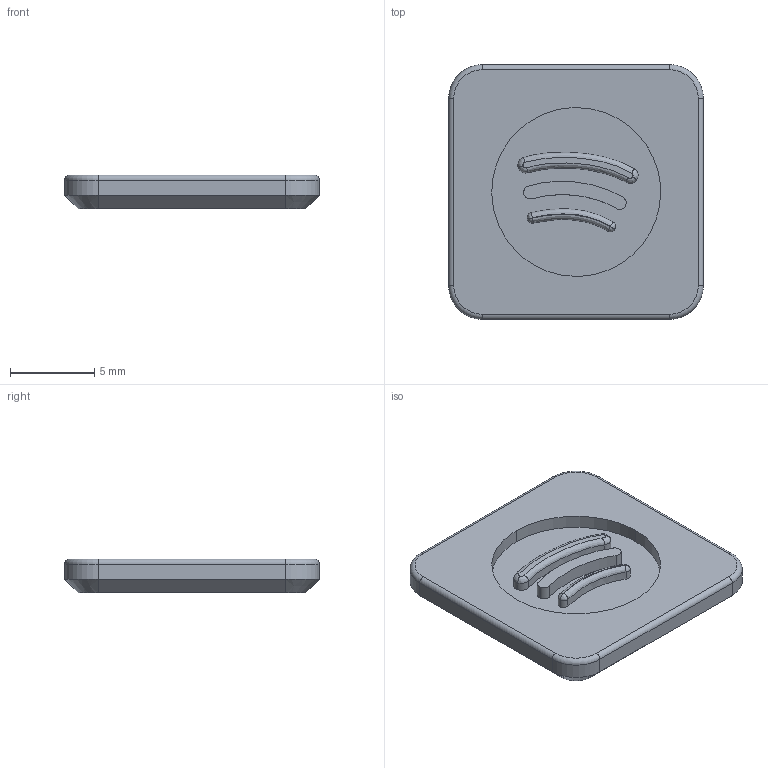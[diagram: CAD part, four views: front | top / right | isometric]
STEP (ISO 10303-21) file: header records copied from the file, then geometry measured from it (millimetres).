
FILE_DESCRIPTION(/* description */ (''),/* implementation_level */ '2;1');
FILE_NAME(/* name */ 'Logo Spotify v5.step',/* time_stamp */ '2021-07-04T00:18:16+02:00',/* author */ (''),/* organization */ (''),/* preprocessor_version */ 'ST-DEVELOPER v18.1',/* originating_system */ 'Autodesk Translation Framework v10.9.0.1377',/* authorisation */ '');
FILE_SCHEMA (('AUTOMOTIVE_DESIGN { 1 0 10303 214 3 1 1 }'));
Length unit declared in the file: millimetre
Products named in the file (1): Logo Spotify
Bounding box: 15.1 x 15.1 x 2 mm (x, y, z)
Volume: 378.7 mm3; surface area: 582.2 mm2
Topology: 1 solids, 1 shells, 65 faces, 148 edges, 89 vertices
Faces by surface type: bspline 34, plane 14, cylinder 9, cone 4, torus 4
Entity records: 2989 total; most frequent: CARTESIAN_POINT 1746, ORIENTED_EDGE 296, DIRECTION 189, EDGE_CURVE 148, VERTEX_POINT 89, EDGE_LOOP 69, AXIS2_PLACEMENT_3D 67, FACE_OUTER_BOUND 65
